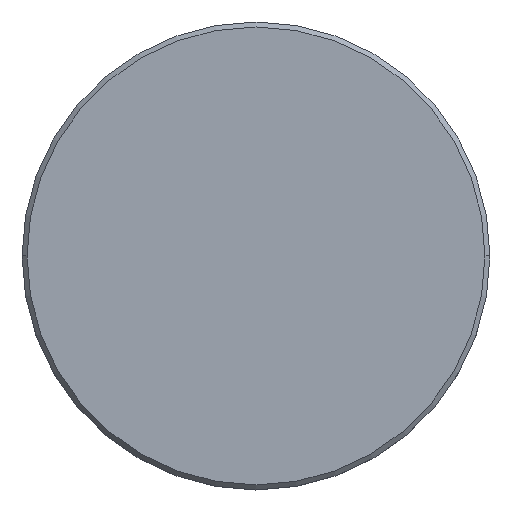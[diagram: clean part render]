
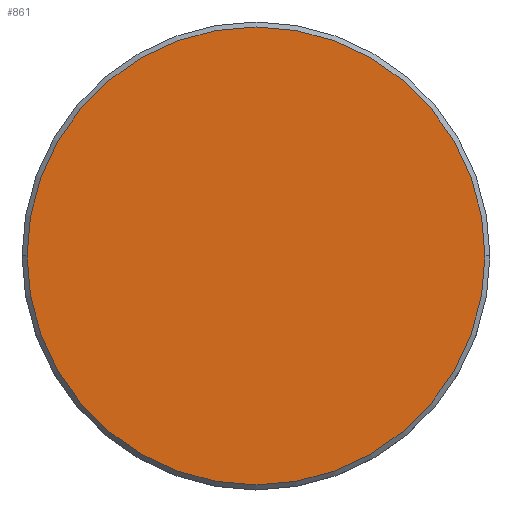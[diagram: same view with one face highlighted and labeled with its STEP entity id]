
A CAD part, top view. The second image highlights one B-rep face of the part: STEP entity #861.
In plain terms, the highlighted planar face has unit normal (0, 0, 1).
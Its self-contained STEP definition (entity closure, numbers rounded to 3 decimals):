
#53 = EDGE_CURVE ( 'NONE', #614, #503, #938, .T. ) ;
#115 = AXIS2_PLACEMENT_3D ( 'NONE', #656, #850, #1027 ) ;
#157 = FACE_OUTER_BOUND ( 'NONE', #930, .T. ) ;
#222 = DIRECTION ( 'NONE',  ( 0., 0., 1. ) ) ;
#292 = CIRCLE ( 'NONE', #453, 23. ) ;
#309 = ORIENTED_EDGE ( 'NONE', *, *, #853, .T. ) ;
#343 = CARTESIAN_POINT ( 'NONE',  ( 0., 0., 0. ) ) ;
#453 = AXIS2_PLACEMENT_3D ( 'NONE', #1152, #222, #974 ) ;
#503 = VERTEX_POINT ( 'NONE', #583 ) ;
#506 = DIRECTION ( 'NONE',  ( 1., 0., 0. ) ) ;
#530 = PLANE ( 'NONE',  #1110 ) ;
#583 = CARTESIAN_POINT ( 'NONE',  ( -23., 0., 0. ) ) ;
#614 = VERTEX_POINT ( 'NONE', #1176 ) ;
#656 = CARTESIAN_POINT ( 'NONE',  ( 0., 0., 0. ) ) ;
#714 = ORIENTED_EDGE ( 'NONE', *, *, #53, .T. ) ;
#850 = DIRECTION ( 'NONE',  ( 0., 0., 1. ) ) ;
#853 = EDGE_CURVE ( 'NONE', #503, #614, #292, .T. ) ;
#861 = ADVANCED_FACE ( 'NONE', ( #157 ), #530, .T. ) ;
#930 = EDGE_LOOP ( 'NONE', ( #309, #714 ) ) ;
#938 = CIRCLE ( 'NONE', #115, 23. ) ;
#952 = DIRECTION ( 'NONE',  ( 0., 0., 1. ) ) ;
#974 = DIRECTION ( 'NONE',  ( 1., 0., 0. ) ) ;
#1027 = DIRECTION ( 'NONE',  ( 1., 0., 0. ) ) ;
#1110 = AXIS2_PLACEMENT_3D ( 'NONE', #343, #952, #506 ) ;
#1152 = CARTESIAN_POINT ( 'NONE',  ( 0., 0., 0. ) ) ;
#1176 = CARTESIAN_POINT ( 'NONE',  ( 23., 0., 0. ) ) ;
